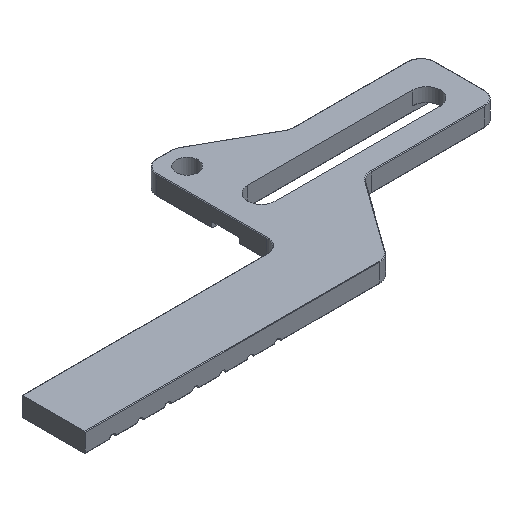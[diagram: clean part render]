
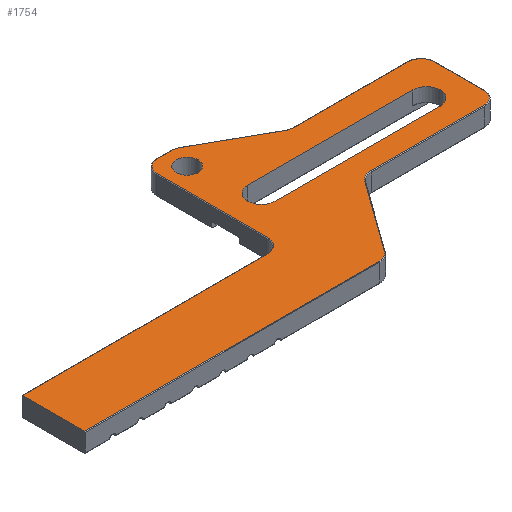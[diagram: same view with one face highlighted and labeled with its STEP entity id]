
A CAD part, isometric view. The second image highlights one B-rep face of the part: STEP entity #1754.
In plain terms, the highlighted planar face has unit normal (0, 0, 1).
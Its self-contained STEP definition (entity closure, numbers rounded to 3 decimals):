
#20=FACE_BOUND('',#272,.T.);
#21=FACE_BOUND('',#273,.T.);
#89=PLANE('',#1945);
#172=FACE_OUTER_BOUND('',#271,.T.);
#271=EDGE_LOOP('',(#1521,#1522,#1523,#1524,#1525,#1526,#1527,#1528,#1529,
#1530,#1531,#1532,#1533,#1534,#1535,#1536,#1537,#1538));
#272=EDGE_LOOP('',(#1539,#1540,#1541,#1542));
#273=EDGE_LOOP('',(#1543));
#336=CIRCLE('',#1914,4.8);
#338=CIRCLE('',#1918,5.2);
#340=CIRCLE('',#1923,4.8);
#342=CIRCLE('',#1927,5.2);
#344=CIRCLE('',#1931,4.8);
#346=CIRCLE('',#1935,4.8);
#348=CIRCLE('',#1939,4.8);
#350=CIRCLE('',#1942,5.2);
#352=CIRCLE('',#1946,5.);
#353=CIRCLE('',#1947,5.);
#354=CIRCLE('',#1948,4.);
#423=LINE('',#2749,#594);
#452=LINE('',#2837,#623);
#468=LINE('',#2874,#639);
#471=LINE('',#2885,#642);
#475=LINE('',#2897,#646);
#478=LINE('',#2904,#649);
#483=LINE('',#2918,#654);
#487=LINE('',#2930,#658);
#491=LINE('',#2942,#662);
#495=LINE('',#2954,#666);
#498=LINE('',#2965,#669);
#499=LINE('',#2970,#670);
#594=VECTOR('',#2214,10.);
#623=VECTOR('',#2287,10.);
#639=VECTOR('',#2325,10.);
#642=VECTOR('',#2336,10.);
#646=VECTOR('',#2348,10.);
#649=VECTOR('',#2353,10.);
#654=VECTOR('',#2366,10.);
#658=VECTOR('',#2378,10.);
#662=VECTOR('',#2390,10.);
#666=VECTOR('',#2402,10.);
#669=VECTOR('',#2419,10.);
#670=VECTOR('',#2424,10.);
#808=VERTEX_POINT('',#2746);
#809=VERTEX_POINT('',#2748);
#839=VERTEX_POINT('',#2834);
#840=VERTEX_POINT('',#2836);
#850=VERTEX_POINT('',#2872);
#852=VERTEX_POINT('',#2877);
#854=VERTEX_POINT('',#2883);
#856=VERTEX_POINT('',#2889);
#858=VERTEX_POINT('',#2895);
#860=VERTEX_POINT('',#2901);
#861=VERTEX_POINT('',#2903);
#864=VERTEX_POINT('',#2910);
#866=VERTEX_POINT('',#2916);
#868=VERTEX_POINT('',#2922);
#870=VERTEX_POINT('',#2928);
#872=VERTEX_POINT('',#2934);
#874=VERTEX_POINT('',#2940);
#876=VERTEX_POINT('',#2946);
#878=VERTEX_POINT('',#2952);
#879=VERTEX_POINT('',#2960);
#880=VERTEX_POINT('',#2967);
#881=VERTEX_POINT('',#2969);
#882=VERTEX_POINT('',#2972);
#1004=EDGE_CURVE('',#809,#808,#423,.T.);
#1046=EDGE_CURVE('',#840,#839,#452,.T.);
#1065=EDGE_CURVE('',#850,#808,#468,.T.);
#1067=EDGE_CURVE('',#852,#850,#336,.T.);
#1070=EDGE_CURVE('',#854,#852,#471,.T.);
#1073=EDGE_CURVE('',#856,#854,#338,.T.);
#1076=EDGE_CURVE('',#858,#856,#475,.T.);
#1079=EDGE_CURVE('',#860,#861,#478,.T.);
#1083=EDGE_CURVE('',#864,#860,#340,.T.);
#1086=EDGE_CURVE('',#866,#864,#483,.T.);
#1089=EDGE_CURVE('',#868,#866,#342,.T.);
#1092=EDGE_CURVE('',#870,#868,#487,.T.);
#1095=EDGE_CURVE('',#872,#870,#344,.T.);
#1098=EDGE_CURVE('',#874,#872,#491,.T.);
#1101=EDGE_CURVE('',#876,#874,#346,.T.);
#1104=EDGE_CURVE('',#878,#876,#495,.T.);
#1106=EDGE_CURVE('',#861,#858,#348,.T.);
#1109=EDGE_CURVE('',#879,#878,#350,.T.);
#1111=EDGE_CURVE('',#809,#879,#498,.T.);
#1112=EDGE_CURVE('',#880,#839,#352,.T.);
#1113=EDGE_CURVE('',#880,#881,#499,.T.);
#1114=EDGE_CURVE('',#840,#881,#353,.T.);
#1115=EDGE_CURVE('',#882,#882,#354,.T.);
#1521=ORIENTED_EDGE('',*,*,#1065,.F.);
#1522=ORIENTED_EDGE('',*,*,#1067,.F.);
#1523=ORIENTED_EDGE('',*,*,#1070,.F.);
#1524=ORIENTED_EDGE('',*,*,#1073,.F.);
#1525=ORIENTED_EDGE('',*,*,#1076,.F.);
#1526=ORIENTED_EDGE('',*,*,#1106,.F.);
#1527=ORIENTED_EDGE('',*,*,#1079,.F.);
#1528=ORIENTED_EDGE('',*,*,#1083,.F.);
#1529=ORIENTED_EDGE('',*,*,#1086,.F.);
#1530=ORIENTED_EDGE('',*,*,#1089,.F.);
#1531=ORIENTED_EDGE('',*,*,#1092,.F.);
#1532=ORIENTED_EDGE('',*,*,#1095,.F.);
#1533=ORIENTED_EDGE('',*,*,#1098,.F.);
#1534=ORIENTED_EDGE('',*,*,#1101,.F.);
#1535=ORIENTED_EDGE('',*,*,#1104,.F.);
#1536=ORIENTED_EDGE('',*,*,#1109,.F.);
#1537=ORIENTED_EDGE('',*,*,#1111,.F.);
#1538=ORIENTED_EDGE('',*,*,#1004,.T.);
#1539=ORIENTED_EDGE('',*,*,#1046,.T.);
#1540=ORIENTED_EDGE('',*,*,#1112,.F.);
#1541=ORIENTED_EDGE('',*,*,#1113,.T.);
#1542=ORIENTED_EDGE('',*,*,#1114,.F.);
#1543=ORIENTED_EDGE('',*,*,#1115,.T.);
#1754=ADVANCED_FACE('',(#172,#20,#21),#89,.T.);
#1914=AXIS2_PLACEMENT_3D('',#2879,#2329,#2330);
#1918=AXIS2_PLACEMENT_3D('',#2891,#2341,#2342);
#1923=AXIS2_PLACEMENT_3D('',#2912,#2359,#2360);
#1927=AXIS2_PLACEMENT_3D('',#2924,#2371,#2372);
#1931=AXIS2_PLACEMENT_3D('',#2936,#2383,#2384);
#1935=AXIS2_PLACEMENT_3D('',#2948,#2395,#2396);
#1939=AXIS2_PLACEMENT_3D('',#2957,#2406,#2407);
#1942=AXIS2_PLACEMENT_3D('',#2962,#2413,#2414);
#1945=AXIS2_PLACEMENT_3D('',#2966,#2420,#2421);
#1946=AXIS2_PLACEMENT_3D('',#2968,#2422,#2423);
#1947=AXIS2_PLACEMENT_3D('',#2971,#2425,#2426);
#1948=AXIS2_PLACEMENT_3D('',#2973,#2427,#2428);
#2214=DIRECTION('',(0.,-1.,0.));
#2287=DIRECTION('',(1.,0.,0.));
#2325=DIRECTION('',(-1.,0.,0.));
#2329=DIRECTION('center_axis',(0.,0.,-1.));
#2330=DIRECTION('ref_axis',(0.,-1.,0.));
#2336=DIRECTION('',(-0.586,-0.81,0.));
#2341=DIRECTION('center_axis',(0.,0.,1.));
#2342=DIRECTION('ref_axis',(0.,1.,0.));
#2348=DIRECTION('',(-1.,0.,0.));
#2353=DIRECTION('',(0.,-1.,0.));
#2359=DIRECTION('center_axis',(0.,0.,-1.));
#2360=DIRECTION('ref_axis',(1.,0.,0.));
#2366=DIRECTION('',(1.,0.,0.));
#2371=DIRECTION('center_axis',(0.,0.,1.));
#2372=DIRECTION('ref_axis',(-0.489,-0.872,0.));
#2378=DIRECTION('',(0.872,-0.489,0.));
#2383=DIRECTION('center_axis',(0.,0.,-1.));
#2384=DIRECTION('ref_axis',(0.489,0.872,0.));
#2390=DIRECTION('',(1.,0.,0.));
#2395=DIRECTION('center_axis',(0.,0.,-1.));
#2396=DIRECTION('ref_axis',(0.,1.,0.));
#2402=DIRECTION('',(0.,1.,0.));
#2406=DIRECTION('center_axis',(0.,0.,-1.));
#2407=DIRECTION('ref_axis',(0.,-1.,0.));
#2413=DIRECTION('center_axis',(0.,0.,1.));
#2414=DIRECTION('ref_axis',(0.,-1.,0.));
#2419=DIRECTION('',(1.,0.,0.));
#2420=DIRECTION('center_axis',(0.,0.,1.));
#2421=DIRECTION('ref_axis',(1.,0.,0.));
#2422=DIRECTION('center_axis',(0.,0.,1.));
#2423=DIRECTION('ref_axis',(0.707,-0.707,0.));
#2424=DIRECTION('',(-1.,0.,0.));
#2425=DIRECTION('center_axis',(0.,0.,1.));
#2426=DIRECTION('ref_axis',(-0.707,0.707,0.));
#2427=DIRECTION('center_axis',(0.,0.,-1.));
#2428=DIRECTION('ref_axis',(1.,0.,0.));
#2746=CARTESIAN_POINT('',(-111.124,-44.8,7.));
#2748=CARTESIAN_POINT('',(-111.124,-22.2,7.));
#2749=CARTESIAN_POINT('',(-111.124,-22.,7.));
#2834=CARTESIAN_POINT('',(55.876,3.,7.));
#2836=CARTESIAN_POINT('',(-4.124,3.,7.));
#2837=CARTESIAN_POINT('',(60.876,3.,7.));
#2872=CARTESIAN_POINT('',(-4.109,-44.8,7.));
#2874=CARTESIAN_POINT('',(-66.124,-44.8,7.));
#2877=CARTESIAN_POINT('',(-0.219,-42.812,7.));
#2879=CARTESIAN_POINT('Origin',(-4.109,-40.,7.));
#2883=CARTESIAN_POINT('',(18.471,-16.954,7.));
#2885=CARTESIAN_POINT('',(4.339,-36.505,7.));
#2889=CARTESIAN_POINT('',(22.685,-14.8,7.));
#2891=CARTESIAN_POINT('Origin',(22.685,-20.,7.));
#2895=CARTESIAN_POINT('',(63.876,-14.8,7.));
#2897=CARTESIAN_POINT('',(0.781,-14.8,7.));
#2901=CARTESIAN_POINT('',(68.676,8.,7.));
#2903=CARTESIAN_POINT('',(68.676,-10.,7.));
#2904=CARTESIAN_POINT('',(68.676,-9.25,7.));
#2910=CARTESIAN_POINT('',(63.876,12.8,7.));
#2912=CARTESIAN_POINT('Origin',(63.876,8.,7.));
#2916=CARTESIAN_POINT('',(22.502,12.8,7.));
#2918=CARTESIAN_POINT('',(21.376,12.8,7.));
#2922=CARTESIAN_POINT('',(19.959,13.464,7.));
#2924=CARTESIAN_POINT('Origin',(22.502,18.,7.));
#2928=CARTESIAN_POINT('',(-4.518,27.187,7.));
#2930=CARTESIAN_POINT('',(9.014,19.6,7.));
#2934=CARTESIAN_POINT('',(-6.866,27.8,7.));
#2936=CARTESIAN_POINT('Origin',(-6.866,23.,7.));
#2940=CARTESIAN_POINT('',(-12.124,27.8,7.));
#2942=CARTESIAN_POINT('',(-13.995,27.8,7.));
#2946=CARTESIAN_POINT('',(-16.924,23.,7.));
#2948=CARTESIAN_POINT('Origin',(-12.124,23.,7.));
#2952=CARTESIAN_POINT('',(-16.924,-17.,7.));
#2954=CARTESIAN_POINT('',(-16.924,7.25,7.));
#2957=CARTESIAN_POINT('Origin',(63.876,-10.,7.));
#2960=CARTESIAN_POINT('',(-22.124,-22.2,7.));
#2962=CARTESIAN_POINT('Origin',(-22.124,-17.,7.));
#2965=CARTESIAN_POINT('',(-21.624,-22.2,7.));
#2966=CARTESIAN_POINT('Origin',(-21.124,-8.5,7.));
#2967=CARTESIAN_POINT('',(55.876,-7.,7.));
#2968=CARTESIAN_POINT('Origin',(55.876,-2.,7.));
#2969=CARTESIAN_POINT('',(-4.124,-7.,7.));
#2970=CARTESIAN_POINT('',(-9.124,-7.,7.));
#2971=CARTESIAN_POINT('Origin',(-4.124,-2.,7.));
#2972=CARTESIAN_POINT('',(-13.124,20.,7.));
#2973=CARTESIAN_POINT('Origin',(-9.124,20.,7.));
